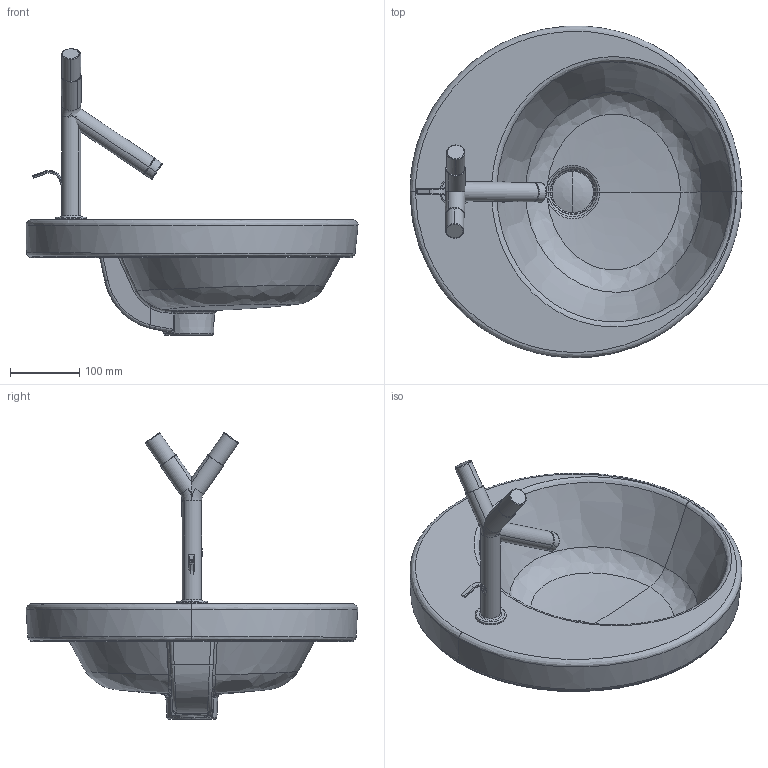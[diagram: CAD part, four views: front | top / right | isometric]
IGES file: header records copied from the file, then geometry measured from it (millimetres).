
Global section: file name: No Iges File Name specified; native system: Autodesk Inventor 2011; preprocessor: AutoDesk Inventor Iges Exporter R2011; author: Administrator; date: 20141113.202039; units: millimetre
Bounding box: 480.14 x 479.59 x 414.34 mm (x, y, z)
Volume: 5796227.9 mm3; surface area: 652314 mm2
Topology: 6 solids, 6 shells, 264 faces, 617 edges, 369 vertices
Faces by surface type: bspline 95, cylinder 48, plane 43, revolution 39, torus 33, cone 4, sphere 2
